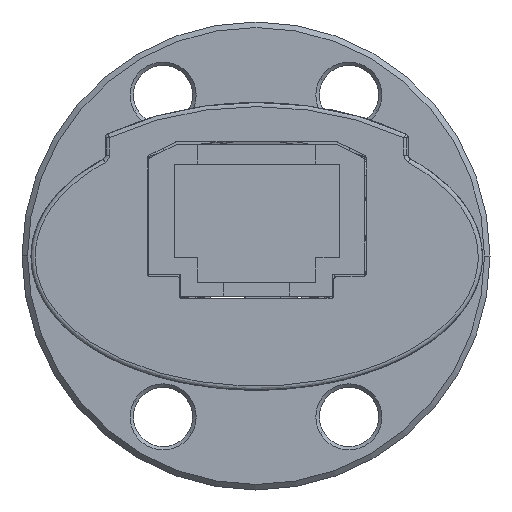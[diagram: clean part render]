
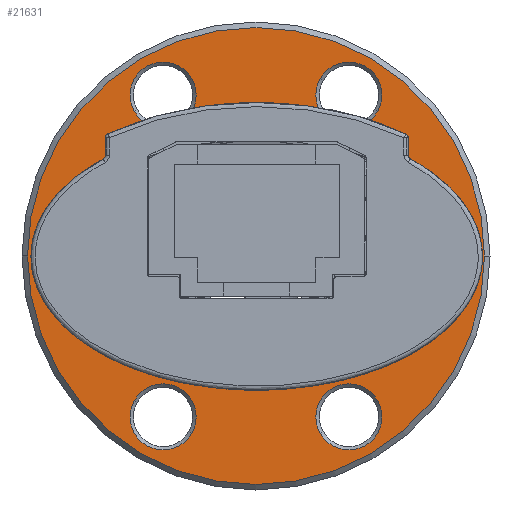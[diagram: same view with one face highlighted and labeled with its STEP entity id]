
A CAD part, left-side view. The second image highlights one B-rep face of the part: STEP entity #21631.
In plain terms, the highlighted planar face has unit normal (-1, 0, 0).
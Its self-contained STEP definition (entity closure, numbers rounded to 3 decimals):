
#49=CARTESIAN_POINT('',(124.08,9.35,0.05));
#50=VERTEX_POINT('',#49);
#59=CARTESIAN_POINT('',(124.08,-9.25,0.05));
#60=VERTEX_POINT('',#59);
#61=CARTESIAN_POINT('',(124.08,0.05,0.05));
#62=DIRECTION('',(1.0,0.0,0.0));
#63=DIRECTION('',(0.0,1.0,0.0));
#64=AXIS2_PLACEMENT_3D('',#61,#62,#63);
#65=CIRCLE('',#64,9.3);
#66=EDGE_CURVE('',#60,#50,#65,.T.);
#91=CARTESIAN_POINT('',(124.08,-16.55,0.05));
#92=VERTEX_POINT('',#91);
#101=CARTESIAN_POINT('',(124.08,16.65,0.05));
#102=VERTEX_POINT('',#101);
#103=CARTESIAN_POINT('',(124.08,0.05,0.05));
#104=DIRECTION('',(1.0,0.0,0.0));
#105=DIRECTION('',(0.0,-1.0,0.0));
#106=AXIS2_PLACEMENT_3D('',#103,#104,#105);
#107=CIRCLE('',#106,16.6);
#108=EDGE_CURVE('',#92,#102,#107,.T.);
#285=CARTESIAN_POINT('',(124.08,13.55,-2.35));
#286=VERTEX_POINT('',#285);
#302=CARTESIAN_POINT('',(124.08,13.55,2.45));
#303=VERTEX_POINT('',#302);
#310=CARTESIAN_POINT('',(124.08,13.55,0.05));
#311=DIRECTION('',(-1.0,0.0,0.0));
#312=DIRECTION('',(0.0,0.0,-1.0));
#313=AXIS2_PLACEMENT_3D('',#310,#311,#312);
#314=CIRCLE('',#313,2.4);
#315=EDGE_CURVE('',#303,#286,#314,.T.);
#424=CARTESIAN_POINT('',(124.08,8.878,10.541));
#425=VERTEX_POINT('',#424);
#441=CARTESIAN_POINT('',(124.08,4.722,12.941));
#442=VERTEX_POINT('',#441);
#449=CARTESIAN_POINT('',(124.08,6.8,11.741));
#450=DIRECTION('',(-1.0,0.,0.));
#451=DIRECTION('',(0.,0.866,-0.5));
#452=AXIS2_PLACEMENT_3D('',#449,#450,#451);
#453=CIRCLE('',#452,2.4);
#454=EDGE_CURVE('',#442,#425,#453,.T.);
#563=CARTESIAN_POINT('',(124.08,-4.622,12.941));
#564=VERTEX_POINT('',#563);
#580=CARTESIAN_POINT('',(124.08,-8.778,10.541));
#581=VERTEX_POINT('',#580);
#588=CARTESIAN_POINT('',(124.08,-6.7,11.741));
#589=DIRECTION('',(-1.,0.,0.));
#590=DIRECTION('',(0.,0.866,0.5));
#591=AXIS2_PLACEMENT_3D('',#588,#589,#590);
#592=CIRCLE('',#591,2.4);
#593=EDGE_CURVE('',#581,#564,#592,.T.);
#702=CARTESIAN_POINT('',(124.08,-13.45,2.45));
#703=VERTEX_POINT('',#702);
#719=CARTESIAN_POINT('',(124.08,-13.45,-2.35));
#720=VERTEX_POINT('',#719);
#727=CARTESIAN_POINT('',(124.08,-13.45,0.05));
#728=DIRECTION('',(-1.0,0.0,0.0));
#729=DIRECTION('',(0.0,0.0,1.0));
#730=AXIS2_PLACEMENT_3D('',#727,#728,#729);
#731=CIRCLE('',#730,2.4);
#732=EDGE_CURVE('',#720,#703,#731,.T.);
#841=CARTESIAN_POINT('',(124.08,-8.778,-10.441));
#842=VERTEX_POINT('',#841);
#858=CARTESIAN_POINT('',(124.08,-4.622,-12.841));
#859=VERTEX_POINT('',#858);
#866=CARTESIAN_POINT('',(124.08,-6.7,-11.641));
#867=DIRECTION('',(-1.,0.,0.));
#868=DIRECTION('',(0.,-0.866,0.5));
#869=AXIS2_PLACEMENT_3D('',#866,#867,#868);
#870=CIRCLE('',#869,2.4);
#871=EDGE_CURVE('',#859,#842,#870,.T.);
#980=CARTESIAN_POINT('',(124.08,4.722,-12.841));
#981=VERTEX_POINT('',#980);
#997=CARTESIAN_POINT('',(124.08,8.878,-10.441));
#998=VERTEX_POINT('',#997);
#1005=CARTESIAN_POINT('',(124.08,6.8,-11.641));
#1006=DIRECTION('',(-1.,0.,0.));
#1007=DIRECTION('',(0.,-0.866,-0.5));
#1008=AXIS2_PLACEMENT_3D('',#1005,#1006,#1007);
#1009=CIRCLE('',#1008,2.4);
#1010=EDGE_CURVE('',#998,#981,#1009,.T.);
#21540=CARTESIAN_POINT('',(124.08,6.8,-11.641));
#21541=DIRECTION('',(-1.,0.,0.));
#21542=DIRECTION('',(0.,-0.866,-0.5));
#21543=AXIS2_PLACEMENT_3D('',#21540,#21541,#21542);
#21544=CIRCLE('',#21543,2.4);
#21545=EDGE_CURVE('',#981,#998,#21544,.T.);
#21552=CARTESIAN_POINT('',(124.08,13.2,0.05));
#21553=DIRECTION('',(-1.0,0.0,0.0));
#21554=DIRECTION('',(0.0,0.0,1.0));
#21555=AXIS2_PLACEMENT_3D('',#21552,#21553,#21554);
#21556=PLANE('',#21555);
#21557=CARTESIAN_POINT('',(124.08,0.05,0.05));
#21558=DIRECTION('',(1.0,0.0,0.0));
#21559=DIRECTION('',(0.0,-1.0,0.0));
#21560=AXIS2_PLACEMENT_3D('',#21557,#21558,#21559);
#21561=CIRCLE('',#21560,16.6);
#21562=EDGE_CURVE('',#102,#92,#21561,.T.);
#21563=ORIENTED_EDGE('',*,*,#21562,.F.);
#21564=ORIENTED_EDGE('',*,*,#108,.F.);
#21565=EDGE_LOOP('',(#21563,#21564));
#21566=FACE_OUTER_BOUND('',#21565,.T.);
#21567=ORIENTED_EDGE('',*,*,#871,.F.);
#21568=CARTESIAN_POINT('',(124.08,-6.7,-11.641));
#21569=DIRECTION('',(-1.,0.,0.));
#21570=DIRECTION('',(0.,-0.866,0.5));
#21571=AXIS2_PLACEMENT_3D('',#21568,#21569,#21570);
#21572=CIRCLE('',#21571,2.4);
#21573=EDGE_CURVE('',#842,#859,#21572,.T.);
#21574=ORIENTED_EDGE('',*,*,#21573,.F.);
#21575=EDGE_LOOP('',(#21567,#21574));
#21576=FACE_BOUND('',#21575,.T.);
#21577=ORIENTED_EDGE('',*,*,#593,.F.);
#21578=CARTESIAN_POINT('',(124.08,-6.7,11.741));
#21579=DIRECTION('',(-1.,0.,0.));
#21580=DIRECTION('',(0.,0.866,0.5));
#21581=AXIS2_PLACEMENT_3D('',#21578,#21579,#21580);
#21582=CIRCLE('',#21581,2.4);
#21583=EDGE_CURVE('',#564,#581,#21582,.T.);
#21584=ORIENTED_EDGE('',*,*,#21583,.F.);
#21585=EDGE_LOOP('',(#21577,#21584));
#21586=FACE_BOUND('',#21585,.T.);
#21587=ORIENTED_EDGE('',*,*,#315,.F.);
#21588=CARTESIAN_POINT('',(124.08,13.55,0.05));
#21589=DIRECTION('',(-1.0,0.0,0.0));
#21590=DIRECTION('',(0.0,0.0,-1.0));
#21591=AXIS2_PLACEMENT_3D('',#21588,#21589,#21590);
#21592=CIRCLE('',#21591,2.4);
#21593=EDGE_CURVE('',#286,#303,#21592,.T.);
#21594=ORIENTED_EDGE('',*,*,#21593,.F.);
#21595=EDGE_LOOP('',(#21587,#21594));
#21596=FACE_BOUND('',#21595,.T.);
#21597=CARTESIAN_POINT('',(124.08,0.05,0.05));
#21598=DIRECTION('',(1.0,0.0,0.0));
#21599=DIRECTION('',(0.0,1.0,0.0));
#21600=AXIS2_PLACEMENT_3D('',#21597,#21598,#21599);
#21601=CIRCLE('',#21600,9.3);
#21602=EDGE_CURVE('',#50,#60,#21601,.T.);
#21603=ORIENTED_EDGE('',*,*,#21602,.T.);
#21604=ORIENTED_EDGE('',*,*,#66,.T.);
#21605=EDGE_LOOP('',(#21603,#21604));
#21606=FACE_BOUND('',#21605,.T.);
#21607=ORIENTED_EDGE('',*,*,#454,.F.);
#21608=CARTESIAN_POINT('',(124.08,6.8,11.741));
#21609=DIRECTION('',(-1.0,0.,0.));
#21610=DIRECTION('',(0.,0.866,-0.5));
#21611=AXIS2_PLACEMENT_3D('',#21608,#21609,#21610);
#21612=CIRCLE('',#21611,2.4);
#21613=EDGE_CURVE('',#425,#442,#21612,.T.);
#21614=ORIENTED_EDGE('',*,*,#21613,.F.);
#21615=EDGE_LOOP('',(#21607,#21614));
#21616=FACE_BOUND('',#21615,.T.);
#21617=ORIENTED_EDGE('',*,*,#732,.F.);
#21618=CARTESIAN_POINT('',(124.08,-13.45,0.05));
#21619=DIRECTION('',(-1.0,0.0,0.0));
#21620=DIRECTION('',(0.0,0.0,1.0));
#21621=AXIS2_PLACEMENT_3D('',#21618,#21619,#21620);
#21622=CIRCLE('',#21621,2.4);
#21623=EDGE_CURVE('',#703,#720,#21622,.T.);
#21624=ORIENTED_EDGE('',*,*,#21623,.F.);
#21625=EDGE_LOOP('',(#21617,#21624));
#21626=FACE_BOUND('',#21625,.T.);
#21627=ORIENTED_EDGE('',*,*,#1010,.F.);
#21628=ORIENTED_EDGE('',*,*,#21545,.F.);
#21629=EDGE_LOOP('',(#21627,#21628));
#21630=FACE_BOUND('',#21629,.T.);
#21631=ADVANCED_FACE('',(#21566,#21576,#21586,#21596,#21606,#21616,#21626,#21630),#21556,.T.);
